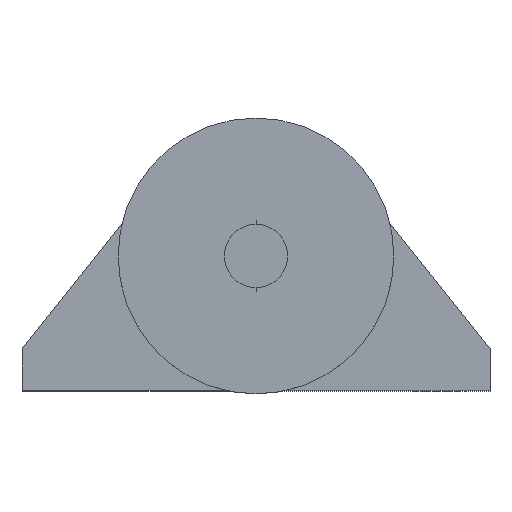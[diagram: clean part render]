
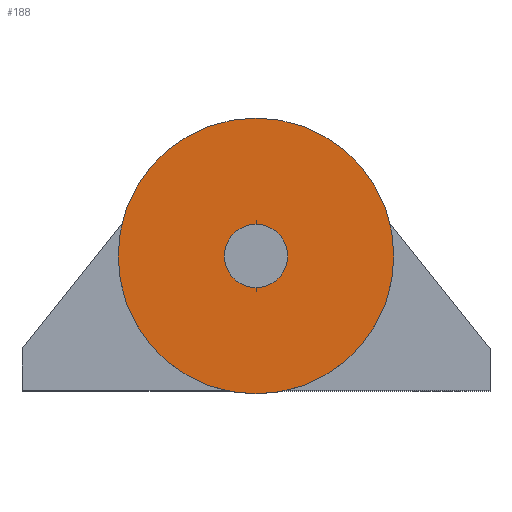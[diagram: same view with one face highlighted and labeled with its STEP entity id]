
A CAD part, top view. The second image highlights one B-rep face of the part: STEP entity #188.
In plain terms, the highlighted face is planar.
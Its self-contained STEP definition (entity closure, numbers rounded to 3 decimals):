
#98 = VERTEX_POINT ( 'NONE', #509 ) ;
#117 = EDGE_CURVE ( 'NONE', #578, #2725, #715, .T. ) ;
#188 = ADVANCED_FACE ( 'NONE', ( #295, #2001 ), #2656, .F. ) ;
#207 = CARTESIAN_POINT ( 'NONE',  ( 0., -0.8, 0. ) ) ;
#219 = EDGE_LOOP ( 'NONE', ( #1720, #2045 ) ) ;
#295 = FACE_OUTER_BOUND ( 'NONE', #2015, .T. ) ;
#346 = ORIENTED_EDGE ( 'NONE', *, *, #1978, .F. ) ;
#509 = CARTESIAN_POINT ( 'NONE',  ( 0., -0.8, 1.9 ) ) ;
#578 = VERTEX_POINT ( 'NONE', #2278 ) ;
#595 = CARTESIAN_POINT ( 'NONE',  ( 0., -0.8, -1.9 ) ) ;
#684 = CIRCLE ( 'NONE', #1512, 1.9 ) ;
#715 = CIRCLE ( 'NONE', #1026, 8.25 ) ;
#775 = VERTEX_POINT ( 'NONE', #595 ) ;
#837 = EDGE_CURVE ( 'NONE', #775, #98, #684, .T. ) ;
#962 = AXIS2_PLACEMENT_3D ( 'NONE', #1746, #1446, #1160 ) ;
#1008 = AXIS2_PLACEMENT_3D ( 'NONE', #1961, #1386, #1073 ) ;
#1026 = AXIS2_PLACEMENT_3D ( 'NONE', #207, #2790, #2510 ) ;
#1051 = CARTESIAN_POINT ( 'NONE',  ( 0., -0.8, -8.25 ) ) ;
#1073 = DIRECTION ( 'NONE',  ( 0., 0., 1. ) ) ;
#1160 = DIRECTION ( 'NONE',  ( 0., 0., 1. ) ) ;
#1386 = DIRECTION ( 'NONE',  ( 0., 1., 0. ) ) ;
#1446 = DIRECTION ( 'NONE',  ( 0., 1., 0. ) ) ;
#1462 = EDGE_CURVE ( 'NONE', #98, #775, #2479, .T. ) ;
#1475 = AXIS2_PLACEMENT_3D ( 'NONE', #2357, #2074, #1765 ) ;
#1512 = AXIS2_PLACEMENT_3D ( 'NONE', #2235, #1931, #1648 ) ;
#1549 = CIRCLE ( 'NONE', #1008, 8.25 ) ;
#1648 = DIRECTION ( 'NONE',  ( 0., 0., 1. ) ) ;
#1720 = ORIENTED_EDGE ( 'NONE', *, *, #1462, .T. ) ;
#1746 = CARTESIAN_POINT ( 'NONE',  ( 0., -0.8, 0. ) ) ;
#1765 = DIRECTION ( 'NONE',  ( 0., 0., 1. ) ) ;
#1931 = DIRECTION ( 'NONE',  ( 0., 1., 0. ) ) ;
#1961 = CARTESIAN_POINT ( 'NONE',  ( 0., -0.8, 0. ) ) ;
#1978 = EDGE_CURVE ( 'NONE', #2725, #578, #1549, .T. ) ;
#2001 = FACE_BOUND ( 'NONE', #219, .T. ) ;
#2015 = EDGE_LOOP ( 'NONE', ( #346, #2603 ) ) ;
#2045 = ORIENTED_EDGE ( 'NONE', *, *, #837, .T. ) ;
#2074 = DIRECTION ( 'NONE',  ( 0., 1., 0. ) ) ;
#2235 = CARTESIAN_POINT ( 'NONE',  ( 0., -0.8, 0. ) ) ;
#2278 = CARTESIAN_POINT ( 'NONE',  ( 0., -0.8, 8.25 ) ) ;
#2357 = CARTESIAN_POINT ( 'NONE',  ( 0., -0.8, 0. ) ) ;
#2479 = CIRCLE ( 'NONE', #962, 1.9 ) ;
#2510 = DIRECTION ( 'NONE',  ( 0., 0., 1. ) ) ;
#2603 = ORIENTED_EDGE ( 'NONE', *, *, #117, .F. ) ;
#2656 = PLANE ( 'NONE',  #1475 ) ;
#2725 = VERTEX_POINT ( 'NONE', #1051 ) ;
#2790 = DIRECTION ( 'NONE',  ( 0., 1., 0. ) ) ;
